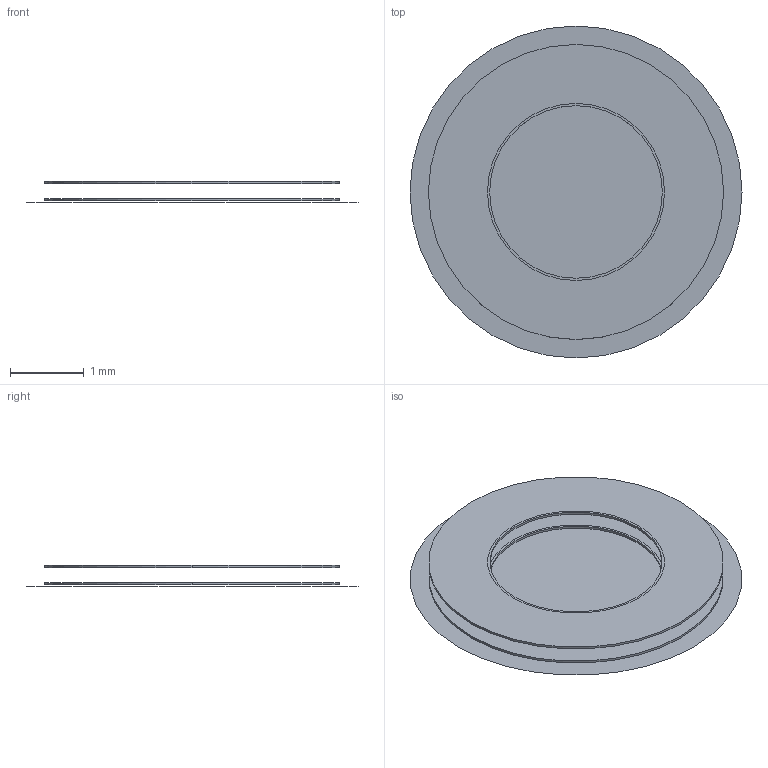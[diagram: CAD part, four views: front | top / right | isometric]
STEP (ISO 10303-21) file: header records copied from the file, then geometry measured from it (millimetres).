
FILE_DESCRIPTION(('STEP AP214'),'1');
FILE_NAME('MTGP400H240_PTH.step','2020-09-02T07:27:26',(' '),(' '),'Spatial InterOp 3D',' ',' ');
FILE_SCHEMA(('AUTOMOTIVE_DESIGN { 1 0 10303 214 1 1 1 1 }'));
Length unit declared in the file: millimetre
Products named in the file (5): Pins; PIN; mtgp400h240_PTH.dra; Symbols; ASSEM1
Assembly tree (4 placements, depth 3):
  mtgp400h240_PTH.dra
    Pins
      PIN
    Symbols
      ASSEM1
Bounding box: 4.5 x 4.5 x 0.29 mm (x, y, z)
Volume: 0.5 mm3; surface area: 51.1 mm2
Topology: 4 solids, 5 shells, 25 faces, 50 edges, 34 vertices
Faces by surface type: cylinder 16, plane 9
Entity records: 1046 total; most frequent: DIRECTION 148, CARTESIAN_POINT 116, ORIENTED_EDGE 98, AXIS2_PLACEMENT_3D 66, EDGE_CURVE 50, VERTEX_POINT 34, CIRCLE 34, EDGE_LOOP 33
